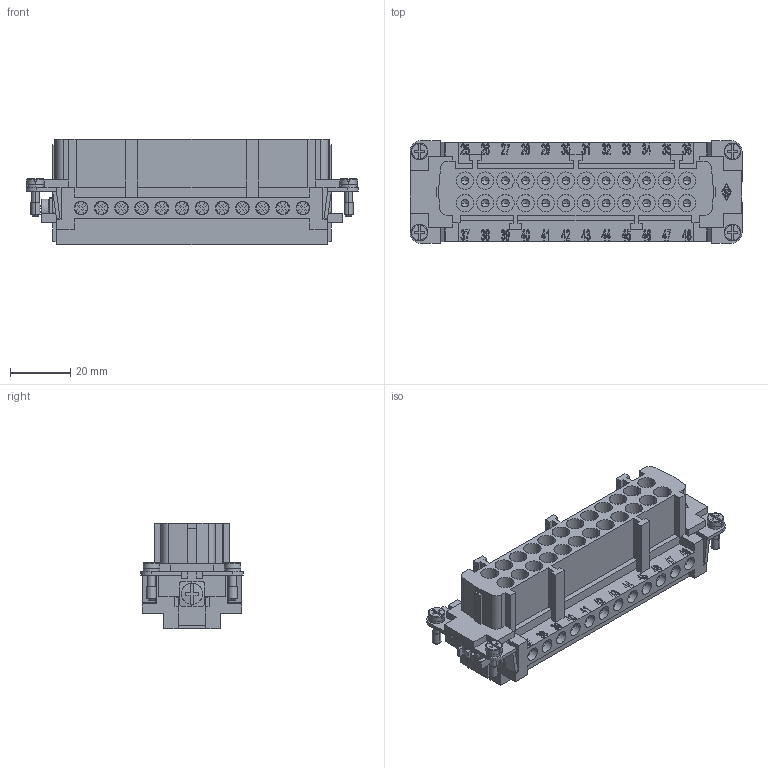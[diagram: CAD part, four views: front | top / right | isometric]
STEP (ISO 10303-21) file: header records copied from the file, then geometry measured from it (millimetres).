
FILE_DESCRIPTION((''),'2;1');
FILE_NAME('CNEF 24 TXN.stp','2006-10-25T13:13:53',('gembarski'),(''),'Autodesk Inventor 7','Autodesk Inventor 7','');
FILE_SCHEMA(('AUTOMOTIVE_DESIGN { 1 0 10303 214 1 1 1 1 }'));
Length unit declared in the file: millimetre
Products named in the file (1): CNEF 24 TXN
Bounding box: 110.3 x 34 x 35 mm (x, y, z)
Volume: 57340.8 mm3; surface area: 38972.2 mm2
Topology: 1 solids, 1 shells, 2928 faces, 7820 edges, 5159 vertices
Faces by surface type: bspline 1459, plane 1271, cylinder 182, torus 8, cone 4, sphere 4
Entity records: 98304 total; most frequent: CARTESIAN_POINT 32175, ORIENTED_EDGE 15548, DIRECTION 10162, EDGE_CURVE 7774, VERTEX_POINT 5159, VECTOR 5012, LINE 5012, EDGE_LOOP 3255
